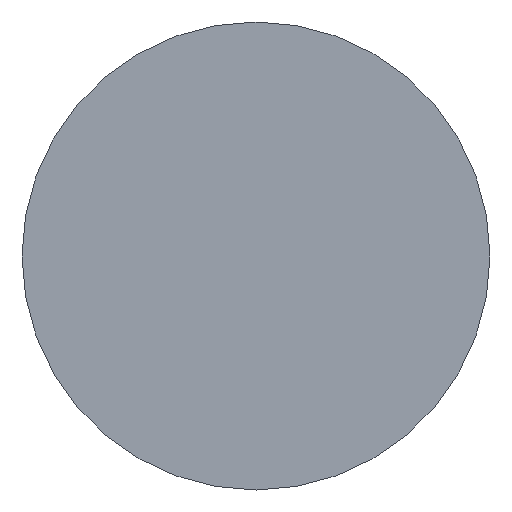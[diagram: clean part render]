
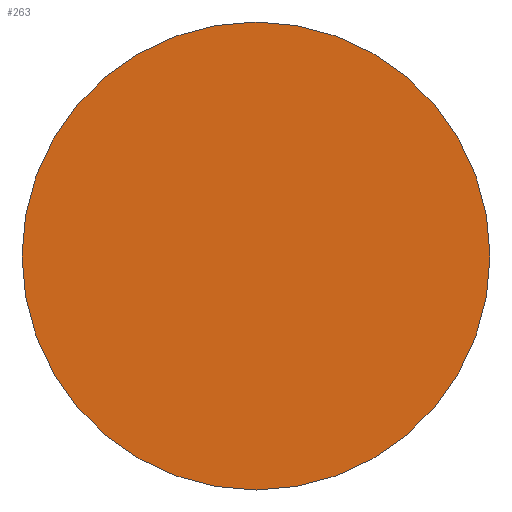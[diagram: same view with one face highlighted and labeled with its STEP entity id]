
A CAD part, front view. The second image highlights one B-rep face of the part: STEP entity #263.
In plain terms, the highlighted planar face has unit normal (0, -1, 0).
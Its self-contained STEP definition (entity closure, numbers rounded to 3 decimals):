
#163=VERTEX_POINT('',#345);
#177=VERTEX_POINT('',#359);
#195=EDGE_CURVE('',#177,#163,#379,.T.);
#259=EDGE_CURVE('',#163,#177,#454,.T.);
#263=ADVANCED_FACE('',(#458),#459,.T.);
#345=CARTESIAN_POINT('',(-7.5,-20.0,0.));
#359=CARTESIAN_POINT('',(7.5,-20.0,0.));
#379=CIRCLE('',#596,7.5);
#454=CIRCLE('',#691,7.5);
#458=FACE_OUTER_BOUND('',#695,.T.);
#459=PLANE('',#696);
#596=AXIS2_PLACEMENT_3D('',#803,#804,#805);
#691=AXIS2_PLACEMENT_3D('',#906,#907,#908);
#695=EDGE_LOOP('',(#910,#911));
#696=AXIS2_PLACEMENT_3D('',#912,#913,#914);
#803=CARTESIAN_POINT('',(0.0,-20.0,0.));
#804=DIRECTION('',(0.0,-1.0,0.));
#805=DIRECTION('',(1.0,0.0,0.0));
#906=CARTESIAN_POINT('',(0.0,-20.0,0.));
#907=DIRECTION('',(0.0,-1.0,0.));
#908=DIRECTION('',(1.0,0.0,0.0));
#910=ORIENTED_EDGE('',*,*,#195,.T.);
#911=ORIENTED_EDGE('',*,*,#259,.T.);
#912=CARTESIAN_POINT('',(0.0,-20.0,0.));
#913=DIRECTION('',(0.0,-1.0,0.));
#914=DIRECTION('',(1.0,0.0,0.0));
